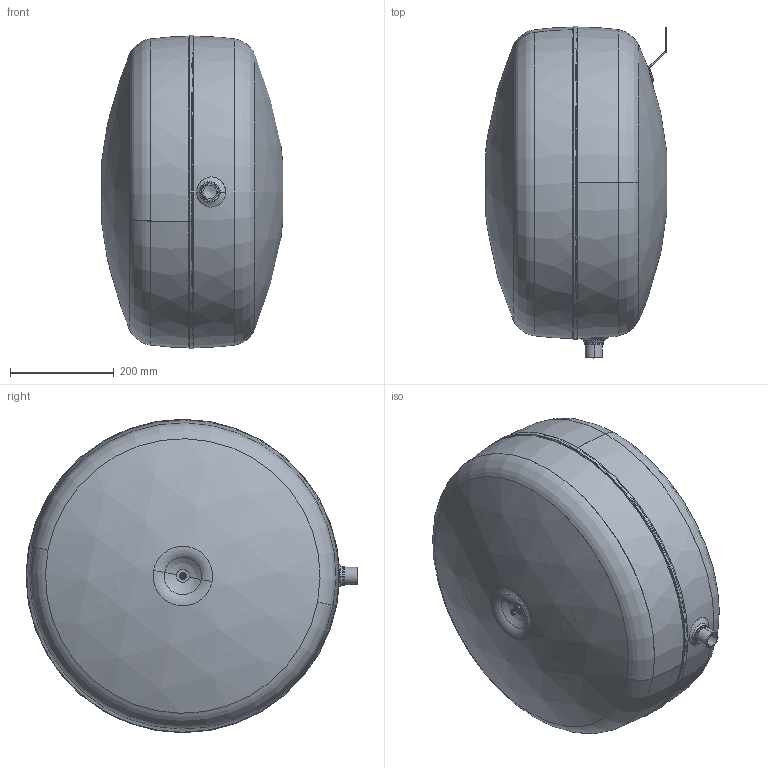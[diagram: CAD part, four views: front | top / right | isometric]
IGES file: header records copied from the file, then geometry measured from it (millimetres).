
Global section: file name: No Iges File Name specified; native system: Autodesk Inventor 2009; preprocessor: AutoDesk Inventor Iges Exporter R2009; author: CADJOBServer; date: 20100202.102225; units: millimetre
Bounding box: 350.41 x 640.5 x 605 mm (x, y, z)
Volume: 1968339.7 mm3; surface area: 1952713.4 mm2
Topology: 4 solids, 5 shells, 239 faces, 582 edges, 374 vertices
Faces by surface type: revolution 57, plane 46, cone 40, bspline 38, cylinder 29, torus 26, sphere 3
